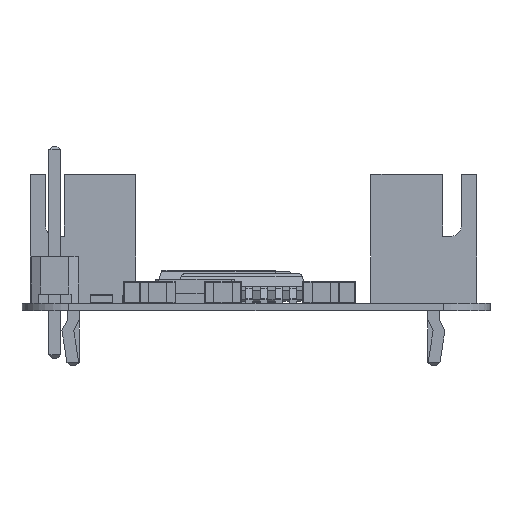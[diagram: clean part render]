
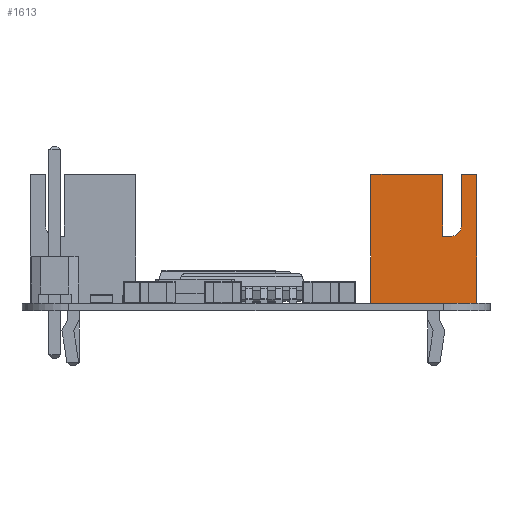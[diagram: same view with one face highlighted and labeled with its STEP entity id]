
A CAD part, left-side view. The second image highlights one B-rep face of the part: STEP entity #1613.
In plain terms, the highlighted face is planar.
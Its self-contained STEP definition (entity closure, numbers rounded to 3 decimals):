
#1268 = VERTEX_POINT('',#1269);
#1269 = CARTESIAN_POINT('',(7.45,-3.4,7.));
#1275 = EDGE_CURVE('',#1268,#1276,#1278,.T.);
#1276 = VERTEX_POINT('',#1277);
#1277 = CARTESIAN_POINT('',(7.45,0.5,7.));
#1278 = LINE('',#1279,#1280);
#1279 = CARTESIAN_POINT('',(7.45,-3.4,7.));
#1280 = VECTOR('',#1281,1.);
#1281 = DIRECTION('',(0.,1.,0.));
#1483 = EDGE_CURVE('',#1484,#1268,#1486,.T.);
#1484 = VERTEX_POINT('',#1485);
#1485 = CARTESIAN_POINT('',(7.45,-3.4,0.));
#1486 = LINE('',#1487,#1488);
#1487 = CARTESIAN_POINT('',(7.45,-3.4,0.));
#1488 = VECTOR('',#1489,1.);
#1489 = DIRECTION('',(0.,0.,1.));
#1613 = ADVANCED_FACE('',(#1614),#1673,.F.);
#1614 = FACE_BOUND('',#1615,.F.);
#1615 = EDGE_LOOP('',(#1616,#1624,#1625,#1626,#1634,#1642,#1651,#1659,
    #1667));
#1616 = ORIENTED_EDGE('',*,*,#1617,.F.);
#1617 = EDGE_CURVE('',#1484,#1618,#1620,.T.);
#1618 = VERTEX_POINT('',#1619);
#1619 = CARTESIAN_POINT('',(7.45,2.35,0.));
#1620 = LINE('',#1621,#1622);
#1621 = CARTESIAN_POINT('',(7.45,-3.4,0.));
#1622 = VECTOR('',#1623,1.);
#1623 = DIRECTION('',(0.,1.,0.));
#1624 = ORIENTED_EDGE('',*,*,#1483,.T.);
#1625 = ORIENTED_EDGE('',*,*,#1275,.T.);
#1626 = ORIENTED_EDGE('',*,*,#1627,.F.);
#1627 = EDGE_CURVE('',#1628,#1276,#1630,.T.);
#1628 = VERTEX_POINT('',#1629);
#1629 = CARTESIAN_POINT('',(7.45,0.5,3.65));
#1630 = LINE('',#1631,#1632);
#1631 = CARTESIAN_POINT('',(7.45,0.5,3.65));
#1632 = VECTOR('',#1633,1.);
#1633 = DIRECTION('',(0.,0.,1.));
#1634 = ORIENTED_EDGE('',*,*,#1635,.F.);
#1635 = EDGE_CURVE('',#1636,#1628,#1638,.T.);
#1636 = VERTEX_POINT('',#1637);
#1637 = CARTESIAN_POINT('',(7.45,1.,3.65));
#1638 = LINE('',#1639,#1640);
#1639 = CARTESIAN_POINT('',(7.45,1.,3.65));
#1640 = VECTOR('',#1641,1.);
#1641 = DIRECTION('',(0.,-1.,0.));
#1642 = ORIENTED_EDGE('',*,*,#1643,.F.);
#1643 = EDGE_CURVE('',#1644,#1636,#1646,.T.);
#1644 = VERTEX_POINT('',#1645);
#1645 = CARTESIAN_POINT('',(7.45,1.5,4.15));
#1646 = CIRCLE('',#1647,0.5);
#1647 = AXIS2_PLACEMENT_3D('',#1648,#1649,#1650);
#1648 = CARTESIAN_POINT('',(7.45,1.,4.15));
#1649 = DIRECTION('',(-1.,0.,0.));
#1650 = DIRECTION('',(0.,1.,0.));
#1651 = ORIENTED_EDGE('',*,*,#1652,.F.);
#1652 = EDGE_CURVE('',#1653,#1644,#1655,.T.);
#1653 = VERTEX_POINT('',#1654);
#1654 = CARTESIAN_POINT('',(7.45,1.5,7.));
#1655 = LINE('',#1656,#1657);
#1656 = CARTESIAN_POINT('',(7.45,1.5,7.));
#1657 = VECTOR('',#1658,1.);
#1658 = DIRECTION('',(0.,0.,-1.));
#1659 = ORIENTED_EDGE('',*,*,#1660,.T.);
#1660 = EDGE_CURVE('',#1653,#1661,#1663,.T.);
#1661 = VERTEX_POINT('',#1662);
#1662 = CARTESIAN_POINT('',(7.45,2.35,7.));
#1663 = LINE('',#1664,#1665);
#1664 = CARTESIAN_POINT('',(7.45,-3.4,7.));
#1665 = VECTOR('',#1666,1.);
#1666 = DIRECTION('',(0.,1.,0.));
#1667 = ORIENTED_EDGE('',*,*,#1668,.F.);
#1668 = EDGE_CURVE('',#1618,#1661,#1669,.T.);
#1669 = LINE('',#1670,#1671);
#1670 = CARTESIAN_POINT('',(7.45,2.35,0.));
#1671 = VECTOR('',#1672,1.);
#1672 = DIRECTION('',(0.,0.,1.));
#1673 = PLANE('',#1674);
#1674 = AXIS2_PLACEMENT_3D('',#1675,#1676,#1677);
#1675 = CARTESIAN_POINT('',(7.45,-3.4,0.));
#1676 = DIRECTION('',(-1.,0.,0.));
#1677 = DIRECTION('',(0.,1.,0.));
